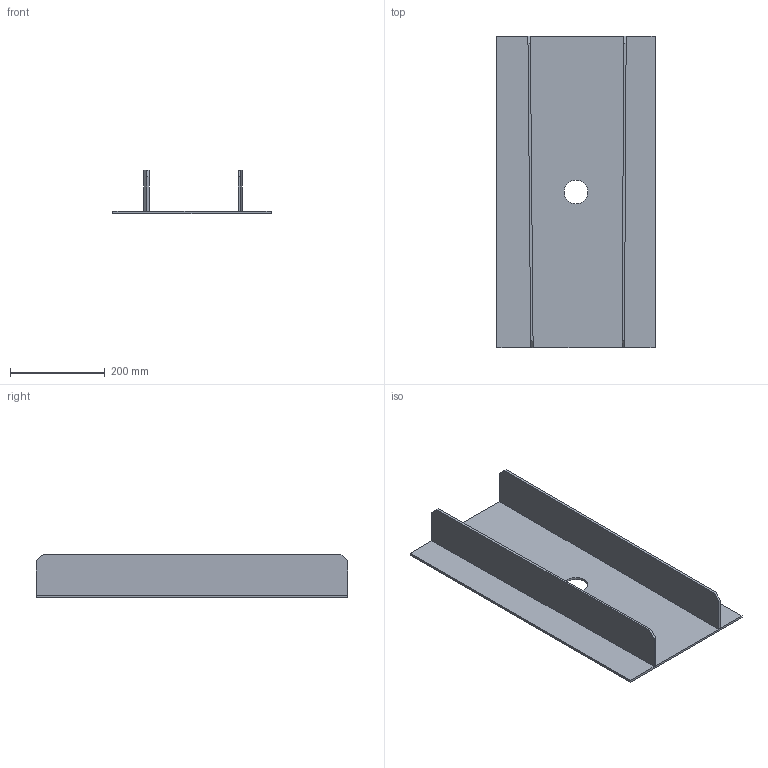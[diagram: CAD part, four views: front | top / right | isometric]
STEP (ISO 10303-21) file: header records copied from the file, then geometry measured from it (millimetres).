
FILE_DESCRIPTION(('CATIA V5 STEP Exchange'),'2;1');
FILE_NAME('工件2.stp','2025-06-04T11:51:08+00:00',('none'),('none'),'CATIA Version 5 Release 21 GA (IN-10)','CATIA V5 STEP AP203','none');
FILE_SCHEMA(('CONFIG_CONTROL_DESIGN'));
Length unit declared in the file: millimetre
Products named in the file (1): 工件
Assembly tree (1 placements, depth 2):
  工件
    #58
Bounding box: 333.4 x 656.04 x 92 mm (x, y, z)
Volume: 1652468.6 mm3; surface area: 673241.5 mm2
Topology: 1 solids, 1 shells, 26 faces, 62 edges, 38 vertices
Faces by surface type: plane 24, cylinder 2
Entity records: 794 total; most frequent: CARTESIAN_POINT 128, ORIENTED_EDGE 124, DIRECTION 118, EDGE_CURVE 62, VECTOR 58, LINE 58, VERTEX_POINT 38, AXIS2_PLACEMENT_3D 32
